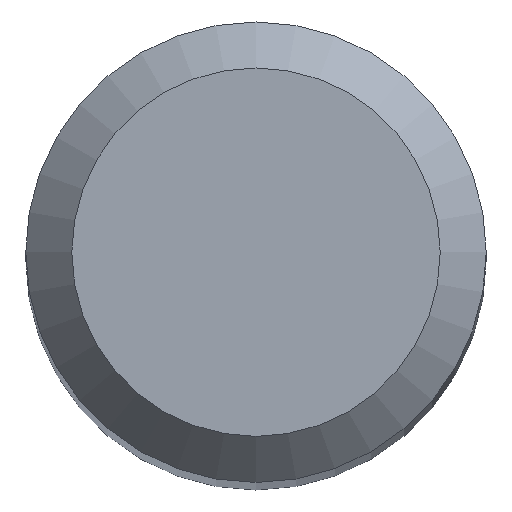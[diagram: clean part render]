
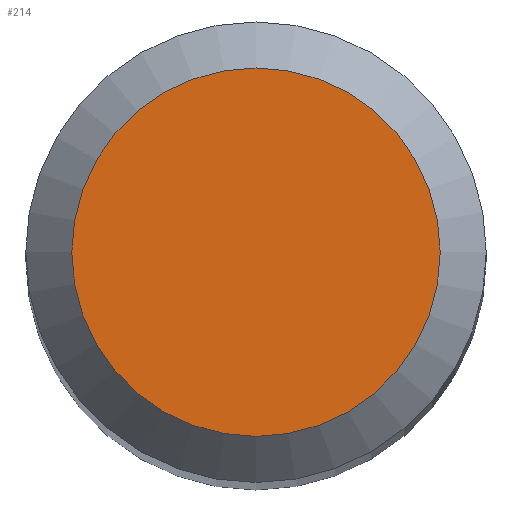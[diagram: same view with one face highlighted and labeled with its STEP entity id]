
A CAD part, top view. The second image highlights one B-rep face of the part: STEP entity #214.
In plain terms, the highlighted planar face has unit normal (0, 0, 1).
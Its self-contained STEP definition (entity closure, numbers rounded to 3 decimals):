
#4 = PLANE ( 'NONE',  #73 ) ;
#8 = ORIENTED_EDGE ( 'NONE', *, *, #148, .T. ) ;
#25 = CARTESIAN_POINT ( 'NONE',  ( 1.2, 0., 38. ) ) ;
#26 = CARTESIAN_POINT ( 'NONE',  ( 0., 0., 38. ) ) ;
#73 = AXIS2_PLACEMENT_3D ( 'NONE', #249, #122, #123 ) ;
#122 = DIRECTION ( 'NONE',  ( 0., 0., -1. ) ) ;
#123 = DIRECTION ( 'NONE',  ( -1., 0., 0. ) ) ;
#148 = EDGE_CURVE ( 'NONE', #175, #175, #182, .T. ) ;
#175 = VERTEX_POINT ( 'NONE', #25 ) ;
#182 = CIRCLE ( 'NONE', #257, 1.2 ) ;
#214 = ADVANCED_FACE ( 'NONE', ( #337 ), #4, .F. ) ;
#233 = DIRECTION ( 'NONE',  ( 0., 0., 1. ) ) ;
#249 = CARTESIAN_POINT ( 'NONE',  ( 0., 1.2, 38. ) ) ;
#257 = AXIS2_PLACEMENT_3D ( 'NONE', #26, #233, #385 ) ;
#337 = FACE_OUTER_BOUND ( 'NONE', #373, .T. ) ;
#373 = EDGE_LOOP ( 'NONE', ( #8 ) ) ;
#385 = DIRECTION ( 'NONE',  ( 1., 0., 0. ) ) ;
